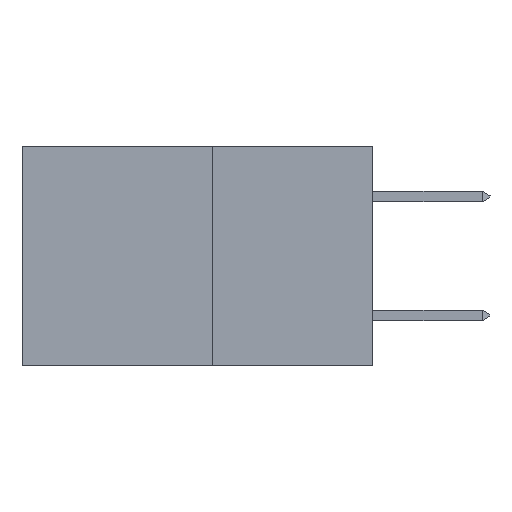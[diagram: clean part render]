
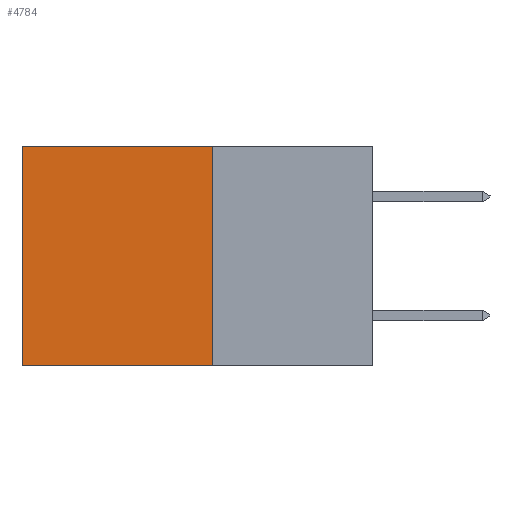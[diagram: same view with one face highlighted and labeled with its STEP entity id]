
A CAD part, left-side view. The second image highlights one B-rep face of the part: STEP entity #4784.
In plain terms, the highlighted planar face has unit normal (-1, 0, 0).
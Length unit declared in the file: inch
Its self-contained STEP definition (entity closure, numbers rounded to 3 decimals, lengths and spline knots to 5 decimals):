
#333 = EDGE_LOOP ( 'NONE', ( #7767, #15626, #14317, #16596 ) ) ;
#1206 = AXIS2_PLACEMENT_3D ( 'NONE', #19492, #18669, #18572 ) ;
#2590 = CARTESIAN_POINT ( 'NONE',  ( 0.277, 0.27, 0. ) ) ;
#3215 = CARTESIAN_POINT ( 'NONE',  ( 0.277, 0.59, 0. ) ) ;
#3608 = EDGE_CURVE ( 'NONE', #14903, #10795, #4643, .T. ) ;
#3706 = DIRECTION ( 'NONE',  ( 0., 0., -1. ) ) ;
#4643 = LINE ( 'NONE', #13150, #12692 ) ;
#4784 = ADVANCED_FACE ( 'NONE', ( #16667 ), #19163, .F. ) ;
#5124 = CARTESIAN_POINT ( 'NONE',  ( 0.277, 0.59, -0.37 ) ) ;
#6759 = CARTESIAN_POINT ( 'NONE',  ( 0.277, 0.27, -0.37 ) ) ;
#7767 = ORIENTED_EDGE ( 'NONE', *, *, #20331, .T. ) ;
#10565 = LINE ( 'NONE', #17296, #19058 ) ;
#10795 = VERTEX_POINT ( 'NONE', #14891 ) ;
#11659 = VERTEX_POINT ( 'NONE', #2590 ) ;
#12692 = VECTOR ( 'NONE', #12969, 39.37008 ) ;
#12969 = DIRECTION ( 'NONE',  ( 0., 1., 0. ) ) ;
#13150 = CARTESIAN_POINT ( 'NONE',  ( 0.277, 0.27, -0.37 ) ) ;
#13464 = LINE ( 'NONE', #14994, #13971 ) ;
#13971 = VECTOR ( 'NONE', #3706, 39.37008 ) ;
#14317 = ORIENTED_EDGE ( 'NONE', *, *, #19077, .F. ) ;
#14404 = VECTOR ( 'NONE', #17968, 39.37008 ) ;
#14544 = VERTEX_POINT ( 'NONE', #3215 ) ;
#14891 = CARTESIAN_POINT ( 'NONE',  ( 0.277, 0.59, -0.37 ) ) ;
#14903 = VERTEX_POINT ( 'NONE', #6759 ) ;
#14994 = CARTESIAN_POINT ( 'NONE',  ( 0.277, 0.27, -0.37 ) ) ;
#15626 = ORIENTED_EDGE ( 'NONE', *, *, #3608, .F. ) ;
#16596 = ORIENTED_EDGE ( 'NONE', *, *, #17183, .T. ) ;
#16667 = FACE_OUTER_BOUND ( 'NONE', #333, .T. ) ;
#17183 = EDGE_CURVE ( 'NONE', #11659, #14544, #10565, .T. ) ;
#17296 = CARTESIAN_POINT ( 'NONE',  ( 0.277, 0.27, 0. ) ) ;
#17968 = DIRECTION ( 'NONE',  ( 0., 0., -1. ) ) ;
#18572 = DIRECTION ( 'NONE',  ( 0., 0., -1. ) ) ;
#18669 = DIRECTION ( 'NONE',  ( 1., 0., 0. ) ) ;
#18922 = DIRECTION ( 'NONE',  ( 0., 1., 0. ) ) ;
#19058 = VECTOR ( 'NONE', #18922, 39.37008 ) ;
#19077 = EDGE_CURVE ( 'NONE', #11659, #14903, #13464, .T. ) ;
#19163 = PLANE ( 'NONE',  #1206 ) ;
#19214 = LINE ( 'NONE', #5124, #14404 ) ;
#19492 = CARTESIAN_POINT ( 'NONE',  ( 0.277, 0.27, -0.37 ) ) ;
#20331 = EDGE_CURVE ( 'NONE', #14544, #10795, #19214, .T. ) ;
